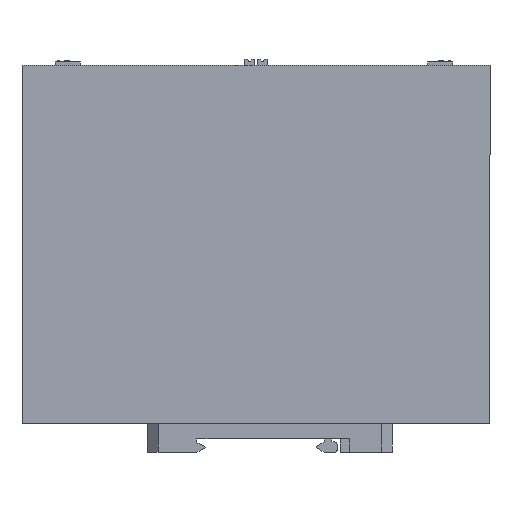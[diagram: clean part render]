
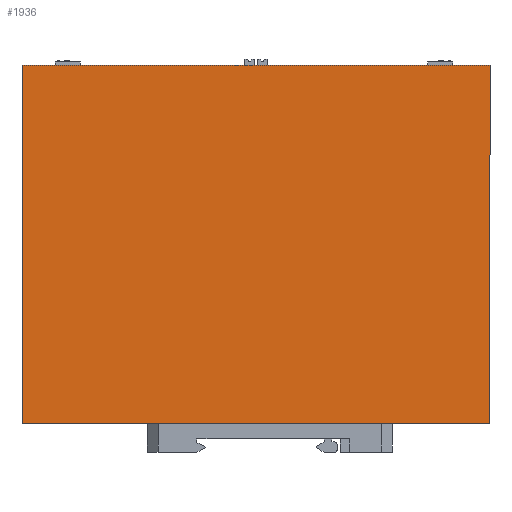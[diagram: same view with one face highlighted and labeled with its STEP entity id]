
A CAD part, left-side view. The second image highlights one B-rep face of the part: STEP entity #1936.
In plain terms, the highlighted planar face has unit normal (-1, 0, 0).
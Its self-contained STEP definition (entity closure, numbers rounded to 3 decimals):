
#1916=AXIS2_PLACEMENT_3D('Plane Axis2P3D',#1913,#1914,#1915) ;
#176=CARTESIAN_POINT('Vertex',(0.,0.,8.1)) ;
#181=CARTESIAN_POINT('Line Origine',(0.,65.,8.1)) ;
#185=CARTESIAN_POINT('Vertex',(0.,130.,8.1)) ;
#660=CARTESIAN_POINT('Vertex',(0.,130.,107.6)) ;
#689=CARTESIAN_POINT('Line Origine',(0.,130.,57.85)) ;
#1913=CARTESIAN_POINT('Axis2P3D Location',(0.,65.,57.6)) ;
#1918=CARTESIAN_POINT('Line Origine',(0.,0.,57.85)) ;
#1922=CARTESIAN_POINT('Vertex',(0.,0.,107.6)) ;
#1925=CARTESIAN_POINT('Line Origine',(0.,65.,107.6)) ;
#182=DIRECTION('Vector Direction',(0.,1.,0.)) ;
#690=DIRECTION('Vector Direction',(0.,0.,-1.)) ;
#1914=DIRECTION('Axis2P3D Direction',(-1.,0.,0.)) ;
#1915=DIRECTION('Axis2P3D XDirection',(0.,0.,-1.)) ;
#1919=DIRECTION('Vector Direction',(0.,0.,-1.)) ;
#1926=DIRECTION('Vector Direction',(0.,1.,0.)) ;
#183=VECTOR('Line Direction',#182,1.) ;
#691=VECTOR('Line Direction',#690,1.) ;
#1920=VECTOR('Line Direction',#1919,1.) ;
#1927=VECTOR('Line Direction',#1926,1.) ;
#1931=ORIENTED_EDGE('',*,*,#187,.T.) ;
#1932=ORIENTED_EDGE('',*,*,#1924,.T.) ;
#1933=ORIENTED_EDGE('',*,*,#1929,.T.) ;
#1934=ORIENTED_EDGE('',*,*,#693,.T.) ;
#1936=ADVANCED_FACE('K\X2\00F6\X0\rper.2',(#1935),#1917,.T.) ;
#187=EDGE_CURVE('',#186,#177,#184,.F.) ;
#693=EDGE_CURVE('',#661,#186,#692,.T.) ;
#1924=EDGE_CURVE('',#177,#1923,#1921,.F.) ;
#1929=EDGE_CURVE('',#1923,#661,#1928,.T.) ;
#1930=EDGE_LOOP('',(#1931,#1932,#1933,#1934)) ;
#1935=FACE_OUTER_BOUND('',#1930,.T.) ;
#184=LINE('Line',#181,#183) ;
#692=LINE('Line',#689,#691) ;
#1921=LINE('Line',#1918,#1920) ;
#1928=LINE('Line',#1925,#1927) ;
#1917=PLANE('',#1916) ;
#177=VERTEX_POINT('',#176) ;
#186=VERTEX_POINT('',#185) ;
#661=VERTEX_POINT('',#660) ;
#1923=VERTEX_POINT('',#1922) ;
